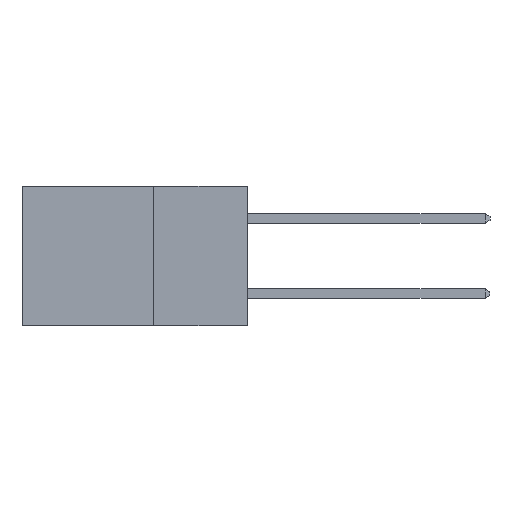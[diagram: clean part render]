
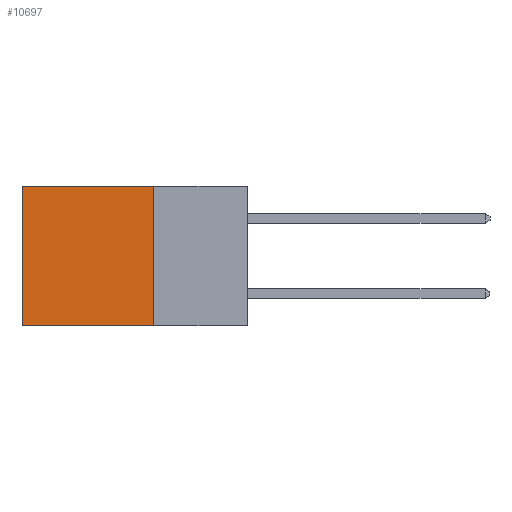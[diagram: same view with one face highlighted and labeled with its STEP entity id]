
A CAD part, left-side view. The second image highlights one B-rep face of the part: STEP entity #10697.
In plain terms, the highlighted planar face has unit normal (-1, 0, 0).
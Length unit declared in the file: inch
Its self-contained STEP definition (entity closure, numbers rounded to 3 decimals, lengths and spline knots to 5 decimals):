
#153 = EDGE_CURVE ( 'NONE', #5899, #12630, #966, .T. ) ;
#296 = LINE ( 'NONE', #5204, #25735 ) ;
#355 = CARTESIAN_POINT ( 'NONE',  ( 0.298, 0.25, 0. ) ) ;
#364 = DIRECTION ( 'NONE',  ( 0., 0., -1. ) ) ;
#966 = LINE ( 'NONE', #10306, #1751 ) ;
#1751 = VECTOR ( 'NONE', #12796, 39.37008 ) ;
#1819 = CARTESIAN_POINT ( 'NONE',  ( 0.298, 0.6, 0. ) ) ;
#2336 = CARTESIAN_POINT ( 'NONE',  ( 0.298, 0.25, -0.37 ) ) ;
#3020 = EDGE_LOOP ( 'NONE', ( #15915, #28301, #8096, #4518 ) ) ;
#4518 = ORIENTED_EDGE ( 'NONE', *, *, #153, .T. ) ;
#4795 = DIRECTION ( 'NONE',  ( 0., 1., 0. ) ) ;
#5009 = EDGE_CURVE ( 'NONE', #5899, #11893, #296, .T. ) ;
#5129 = CARTESIAN_POINT ( 'NONE',  ( 0.298, 0.25, -0.37 ) ) ;
#5204 = CARTESIAN_POINT ( 'NONE',  ( 0.298, 0.25, 0. ) ) ;
#5899 = VERTEX_POINT ( 'NONE', #28728 ) ;
#6404 = CARTESIAN_POINT ( 'NONE',  ( 0.298, 0.6, -0.37 ) ) ;
#7781 = DIRECTION ( 'NONE',  ( 1., 0., 0. ) ) ;
#8096 = ORIENTED_EDGE ( 'NONE', *, *, #5009, .F. ) ;
#8853 = LINE ( 'NONE', #2336, #15431 ) ;
#10306 = CARTESIAN_POINT ( 'NONE',  ( 0.298, 0.25, 0. ) ) ;
#10697 = ADVANCED_FACE ( 'NONE', ( #30898 ), #22534, .F. ) ;
#11893 = VERTEX_POINT ( 'NONE', #5129 ) ;
#12254 = VERTEX_POINT ( 'NONE', #6404 ) ;
#12630 = VERTEX_POINT ( 'NONE', #26850 ) ;
#12796 = DIRECTION ( 'NONE',  ( 0., 1., 0. ) ) ;
#13768 = LINE ( 'NONE', #1819, #20291 ) ;
#14109 = DIRECTION ( 'NONE',  ( 0., 0., -1. ) ) ;
#15431 = VECTOR ( 'NONE', #4795, 39.37008 ) ;
#15915 = ORIENTED_EDGE ( 'NONE', *, *, #22144, .T. ) ;
#20291 = VECTOR ( 'NONE', #14109, 39.37008 ) ;
#22144 = EDGE_CURVE ( 'NONE', #12630, #12254, #13768, .T. ) ;
#22534 = PLANE ( 'NONE',  #29548 ) ;
#25009 = DIRECTION ( 'NONE',  ( 0., 0., -1. ) ) ;
#25735 = VECTOR ( 'NONE', #364, 39.37008 ) ;
#26850 = CARTESIAN_POINT ( 'NONE',  ( 0.298, 0.6, 0. ) ) ;
#27817 = EDGE_CURVE ( 'NONE', #11893, #12254, #8853, .T. ) ;
#28301 = ORIENTED_EDGE ( 'NONE', *, *, #27817, .F. ) ;
#28728 = CARTESIAN_POINT ( 'NONE',  ( 0.298, 0.25, 0. ) ) ;
#29548 = AXIS2_PLACEMENT_3D ( 'NONE', #355, #7781, #25009 ) ;
#30898 = FACE_OUTER_BOUND ( 'NONE', #3020, .T. ) ;
